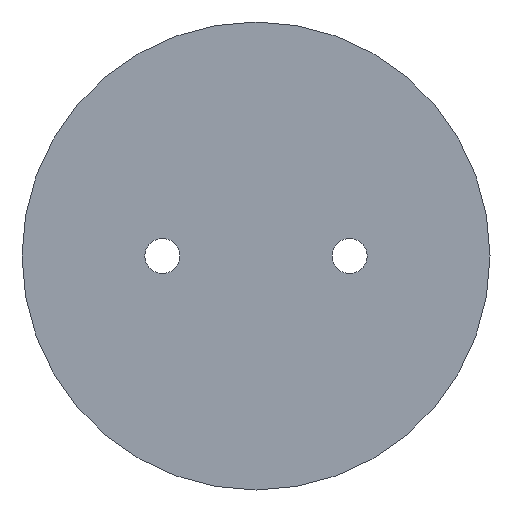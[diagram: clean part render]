
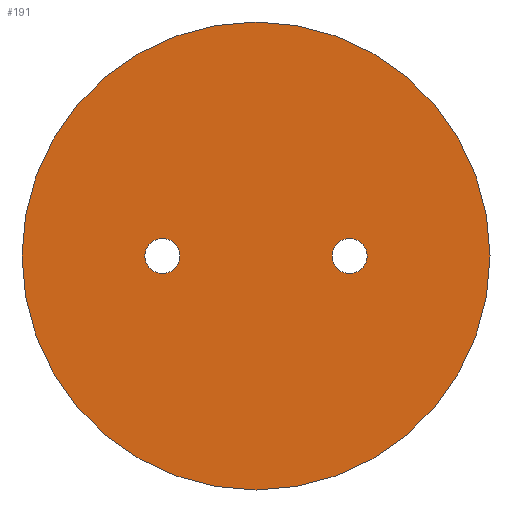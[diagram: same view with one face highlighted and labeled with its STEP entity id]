
A CAD part, front view. The second image highlights one B-rep face of the part: STEP entity #191.
In plain terms, the highlighted planar face has unit normal (0, -1, 0).
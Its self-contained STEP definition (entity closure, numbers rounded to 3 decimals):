
#2 = FACE_BOUND ( 'NONE', #133, .T. ) ;
#7 = AXIS2_PLACEMENT_3D ( 'NONE', #84, #253, #272 ) ;
#13 = DIRECTION ( 'NONE',  ( 0., 1., 0. ) ) ;
#15 = ORIENTED_EDGE ( 'NONE', *, *, #215, .T. ) ;
#23 = VERTEX_POINT ( 'NONE', #207 ) ;
#26 = ORIENTED_EDGE ( 'NONE', *, *, #188, .T. ) ;
#29 = CARTESIAN_POINT ( 'NONE',  ( 0., 0., 0. ) ) ;
#31 = DIRECTION ( 'NONE',  ( 0., 0., 1. ) ) ;
#34 = CIRCLE ( 'NONE', #116, 1.5 ) ;
#47 = CARTESIAN_POINT ( 'NONE',  ( -8., 0., 0. ) ) ;
#65 = EDGE_CURVE ( 'NONE', #23, #70, #97, .T. ) ;
#66 = ORIENTED_EDGE ( 'NONE', *, *, #185, .T. ) ;
#70 = VERTEX_POINT ( 'NONE', #278 ) ;
#75 = CIRCLE ( 'NONE', #242, 1.5 ) ;
#79 = VERTEX_POINT ( 'NONE', #134 ) ;
#84 = CARTESIAN_POINT ( 'NONE',  ( 8., 0., 0. ) ) ;
#97 = CIRCLE ( 'NONE', #102, 20. ) ;
#102 = AXIS2_PLACEMENT_3D ( 'NONE', #182, #232, #175 ) ;
#104 = ORIENTED_EDGE ( 'NONE', *, *, #163, .T. ) ;
#111 = ORIENTED_EDGE ( 'NONE', *, *, #65, .F. ) ;
#116 = AXIS2_PLACEMENT_3D ( 'NONE', #211, #255, #308 ) ;
#130 = VERTEX_POINT ( 'NONE', #152 ) ;
#132 = DIRECTION ( 'NONE',  ( 0., 1., 0. ) ) ;
#133 = EDGE_LOOP ( 'NONE', ( #104, #66 ) ) ;
#134 = CARTESIAN_POINT ( 'NONE',  ( -8., 0., -1.5 ) ) ;
#142 = ORIENTED_EDGE ( 'NONE', *, *, #266, .F. ) ;
#152 = CARTESIAN_POINT ( 'NONE',  ( 8., 0., 1.5 ) ) ;
#155 = CIRCLE ( 'NONE', #7, 1.5 ) ;
#158 = CARTESIAN_POINT ( 'NONE',  ( 8., 0., 0. ) ) ;
#163 = EDGE_CURVE ( 'NONE', #130, #323, #75, .T. ) ;
#175 = DIRECTION ( 'NONE',  ( 0., 0., 1. ) ) ;
#176 = EDGE_LOOP ( 'NONE', ( #15, #26 ) ) ;
#179 = FACE_OUTER_BOUND ( 'NONE', #205, .T. ) ;
#182 = CARTESIAN_POINT ( 'NONE',  ( 0., 0., 0. ) ) ;
#185 = EDGE_CURVE ( 'NONE', #323, #130, #155, .T. ) ;
#188 = EDGE_CURVE ( 'NONE', #79, #192, #233, .T. ) ;
#191 = ADVANCED_FACE ( 'NONE', ( #2, #301, #179 ), #277, .F. ) ;
#192 = VERTEX_POINT ( 'NONE', #208 ) ;
#193 = CARTESIAN_POINT ( 'NONE',  ( 0., 0., 0. ) ) ;
#201 = DIRECTION ( 'NONE',  ( 0., 1., 0. ) ) ;
#205 = EDGE_LOOP ( 'NONE', ( #111, #142 ) ) ;
#207 = CARTESIAN_POINT ( 'NONE',  ( 0., 0., -20. ) ) ;
#208 = CARTESIAN_POINT ( 'NONE',  ( -8., 0., 1.5 ) ) ;
#211 = CARTESIAN_POINT ( 'NONE',  ( -8., 0., 0. ) ) ;
#213 = CIRCLE ( 'NONE', #219, 20. ) ;
#214 = DIRECTION ( 'NONE',  ( 0., 0., 1. ) ) ;
#215 = EDGE_CURVE ( 'NONE', #192, #79, #34, .T. ) ;
#219 = AXIS2_PLACEMENT_3D ( 'NONE', #193, #13, #214 ) ;
#227 = DIRECTION ( 'NONE',  ( 0., 1., 0. ) ) ;
#231 = DIRECTION ( 'NONE',  ( 0., 0., 1. ) ) ;
#232 = DIRECTION ( 'NONE',  ( 0., 1., 0. ) ) ;
#233 = CIRCLE ( 'NONE', #271, 1.5 ) ;
#242 = AXIS2_PLACEMENT_3D ( 'NONE', #158, #201, #251 ) ;
#251 = DIRECTION ( 'NONE',  ( 0., 0., 1. ) ) ;
#253 = DIRECTION ( 'NONE',  ( 0., 1., 0. ) ) ;
#255 = DIRECTION ( 'NONE',  ( 0., 1., 0. ) ) ;
#260 = CARTESIAN_POINT ( 'NONE',  ( 8., 0., -1.5 ) ) ;
#266 = EDGE_CURVE ( 'NONE', #70, #23, #213, .T. ) ;
#271 = AXIS2_PLACEMENT_3D ( 'NONE', #47, #227, #231 ) ;
#272 = DIRECTION ( 'NONE',  ( 0., 0., 1. ) ) ;
#277 = PLANE ( 'NONE',  #315 ) ;
#278 = CARTESIAN_POINT ( 'NONE',  ( 0., 0., 20. ) ) ;
#301 = FACE_BOUND ( 'NONE', #176, .T. ) ;
#308 = DIRECTION ( 'NONE',  ( 0., 0., 1. ) ) ;
#315 = AXIS2_PLACEMENT_3D ( 'NONE', #29, #132, #31 ) ;
#323 = VERTEX_POINT ( 'NONE', #260 ) ;
